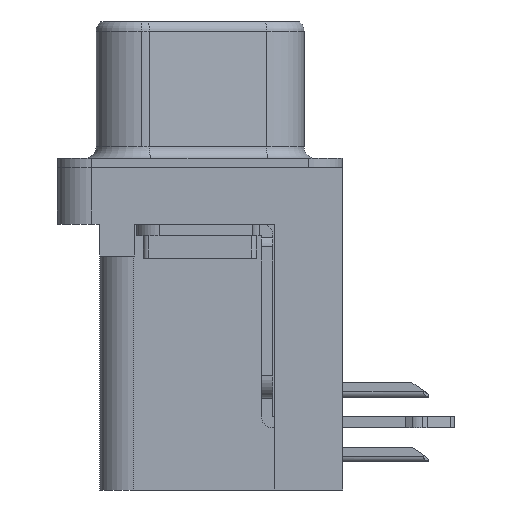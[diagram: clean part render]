
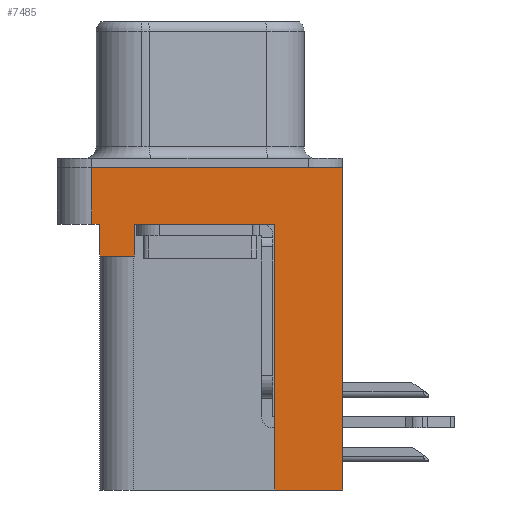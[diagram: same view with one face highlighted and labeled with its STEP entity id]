
A CAD part, left-side view. The second image highlights one B-rep face of the part: STEP entity #7485.
In plain terms, the highlighted planar face has unit normal (-1, 0, 0).
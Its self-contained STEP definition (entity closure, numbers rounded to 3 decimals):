
#239 = CARTESIAN_POINT ( 'NONE',  ( -2.91, -3.295, -14.2 ) ) ;
#296 = PLANE ( 'NONE',  #6804 ) ;
#317 = CARTESIAN_POINT ( 'NONE',  ( -2.91, 2.895, -2.5 ) ) ;
#406 = VERTEX_POINT ( 'NONE', #8021 ) ;
#498 = VERTEX_POINT ( 'NONE', #6723 ) ;
#522 = CARTESIAN_POINT ( 'NONE',  ( -2.91, 4.425, -3.9 ) ) ;
#884 = ORIENTED_EDGE ( 'NONE', *, *, #14312, .T. ) ;
#982 = EDGE_CURVE ( 'NONE', #10274, #498, #8001, .T. ) ;
#1106 = CARTESIAN_POINT ( 'NONE',  ( -2.91, 2.895, -3.9 ) ) ;
#1329 = EDGE_CURVE ( 'NONE', #10532, #5547, #11983, .T. ) ;
#1336 = DIRECTION ( 'NONE',  ( 0., 0., 1. ) ) ;
#1353 = EDGE_CURVE ( 'NONE', #4738, #498, #16005, .T. ) ;
#1477 = CARTESIAN_POINT ( 'NONE',  ( -2.91, -3.295, -14.2 ) ) ;
#1574 = LINE ( 'NONE', #1477, #9924 ) ;
#1575 = CARTESIAN_POINT ( 'NONE',  ( -2.91, -6.275, -2.5 ) ) ;
#2026 = VECTOR ( 'NONE', #15932, 1000. ) ;
#2640 = LINE ( 'NONE', #7889, #3874 ) ;
#2649 = LINE ( 'NONE', #239, #2026 ) ;
#2670 = ORIENTED_EDGE ( 'NONE', *, *, #1353, .T. ) ;
#2723 = CARTESIAN_POINT ( 'NONE',  ( -2.91, -6.275, -2.5 ) ) ;
#3096 = VERTEX_POINT ( 'NONE', #9305 ) ;
#3211 = VECTOR ( 'NONE', #10610, 1000. ) ;
#3573 = CARTESIAN_POINT ( 'NONE',  ( -2.91, -6.275, -14.2 ) ) ;
#3874 = VECTOR ( 'NONE', #5635, 1000. ) ;
#3920 = ORIENTED_EDGE ( 'NONE', *, *, #9836, .F. ) ;
#4035 = VECTOR ( 'NONE', #14093, 1000. ) ;
#4258 = CARTESIAN_POINT ( 'NONE',  ( -2.91, -3.295, -2.5 ) ) ;
#4294 = VECTOR ( 'NONE', #14261, 1000. ) ;
#4475 = EDGE_CURVE ( 'NONE', #5520, #7381, #2649, .T. ) ;
#4738 = VERTEX_POINT ( 'NONE', #3573 ) ;
#4897 = ORIENTED_EDGE ( 'NONE', *, *, #12983, .T. ) ;
#5466 = CARTESIAN_POINT ( 'NONE',  ( -2.91, 4.425, -3.9 ) ) ;
#5503 = ORIENTED_EDGE ( 'NONE', *, *, #9359, .F. ) ;
#5520 = VERTEX_POINT ( 'NONE', #14380 ) ;
#5547 = VERTEX_POINT ( 'NONE', #317 ) ;
#5635 = DIRECTION ( 'NONE',  ( 0., 1., 0. ) ) ;
#5770 = ORIENTED_EDGE ( 'NONE', *, *, #8170, .F. ) ;
#5969 = ORIENTED_EDGE ( 'NONE', *, *, #1329, .T. ) ;
#6150 = EDGE_CURVE ( 'NONE', #12164, #406, #9234, .T. ) ;
#6665 = DIRECTION ( 'NONE',  ( 0., 0., 1. ) ) ;
#6723 = CARTESIAN_POINT ( 'NONE',  ( -2.91, -6.275, 0. ) ) ;
#6804 = AXIS2_PLACEMENT_3D ( 'NONE', #7878, #13088, #1336 ) ;
#7381 = VERTEX_POINT ( 'NONE', #4258 ) ;
#7485 = ADVANCED_FACE ( 'NONE', ( #12052 ), #296, .T. ) ;
#7878 = CARTESIAN_POINT ( 'NONE',  ( -2.91, -6.275, -2.5 ) ) ;
#7889 = CARTESIAN_POINT ( 'NONE',  ( -2.91, 4.425, -3.9 ) ) ;
#8001 = LINE ( 'NONE', #10661, #16287 ) ;
#8021 = CARTESIAN_POINT ( 'NONE',  ( -2.91, 4.425, -2.5 ) ) ;
#8170 = EDGE_CURVE ( 'NONE', #3096, #10274, #10641, .T. ) ;
#8879 = CARTESIAN_POINT ( 'NONE',  ( -2.91, -6.275, -2.5 ) ) ;
#9234 = LINE ( 'NONE', #5466, #3211 ) ;
#9305 = CARTESIAN_POINT ( 'NONE',  ( -2.91, 4.775, -2.5 ) ) ;
#9359 = EDGE_CURVE ( 'NONE', #10532, #12164, #2640, .T. ) ;
#9441 = CARTESIAN_POINT ( 'NONE',  ( -2.91, 4.775, 0. ) ) ;
#9500 = CARTESIAN_POINT ( 'NONE',  ( -2.91, 2.895, -3.9 ) ) ;
#9836 = EDGE_CURVE ( 'NONE', #4738, #5520, #1574, .T. ) ;
#9924 = VECTOR ( 'NONE', #10760, 1000. ) ;
#10274 = VERTEX_POINT ( 'NONE', #9441 ) ;
#10532 = VERTEX_POINT ( 'NONE', #1106 ) ;
#10610 = DIRECTION ( 'NONE',  ( 0., 0., 1. ) ) ;
#10625 = DIRECTION ( 'NONE',  ( 0., 0., 1. ) ) ;
#10641 = LINE ( 'NONE', #14555, #11149 ) ;
#10661 = CARTESIAN_POINT ( 'NONE',  ( -2.91, -6.275, 0. ) ) ;
#10690 = EDGE_LOOP ( 'NONE', ( #11248, #5770, #4897, #16046, #5503, #5969, #884, #16942, #3920, #2670 ) ) ;
#10760 = DIRECTION ( 'NONE',  ( 0., 1., 0. ) ) ;
#10761 = LINE ( 'NONE', #1575, #4294 ) ;
#10840 = VECTOR ( 'NONE', #6665, 1000. ) ;
#11149 = VECTOR ( 'NONE', #13268, 1000. ) ;
#11248 = ORIENTED_EDGE ( 'NONE', *, *, #982, .F. ) ;
#11983 = LINE ( 'NONE', #9500, #16303 ) ;
#12052 = FACE_OUTER_BOUND ( 'NONE', #10690, .T. ) ;
#12164 = VERTEX_POINT ( 'NONE', #522 ) ;
#12983 = EDGE_CURVE ( 'NONE', #3096, #406, #10761, .T. ) ;
#13088 = DIRECTION ( 'NONE',  ( -1., 0., 0. ) ) ;
#13204 = DIRECTION ( 'NONE',  ( 0., -1., 0. ) ) ;
#13268 = DIRECTION ( 'NONE',  ( 0., 0., 1. ) ) ;
#13934 = LINE ( 'NONE', #8879, #4035 ) ;
#14093 = DIRECTION ( 'NONE',  ( 0., -1., 0. ) ) ;
#14261 = DIRECTION ( 'NONE',  ( 0., -1., 0. ) ) ;
#14312 = EDGE_CURVE ( 'NONE', #5547, #7381, #13934, .T. ) ;
#14380 = CARTESIAN_POINT ( 'NONE',  ( -2.91, -3.295, -14.2 ) ) ;
#14555 = CARTESIAN_POINT ( 'NONE',  ( -2.91, 4.775, -2.5 ) ) ;
#15932 = DIRECTION ( 'NONE',  ( 0., 0., 1. ) ) ;
#16005 = LINE ( 'NONE', #2723, #10840 ) ;
#16046 = ORIENTED_EDGE ( 'NONE', *, *, #6150, .F. ) ;
#16287 = VECTOR ( 'NONE', #13204, 1000. ) ;
#16303 = VECTOR ( 'NONE', #10625, 1000. ) ;
#16942 = ORIENTED_EDGE ( 'NONE', *, *, #4475, .F. ) ;
